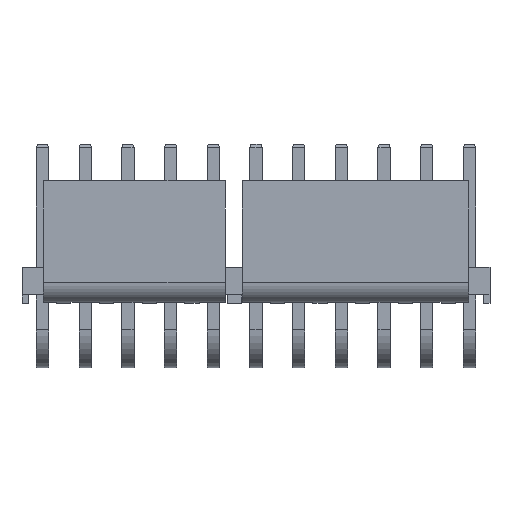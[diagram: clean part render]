
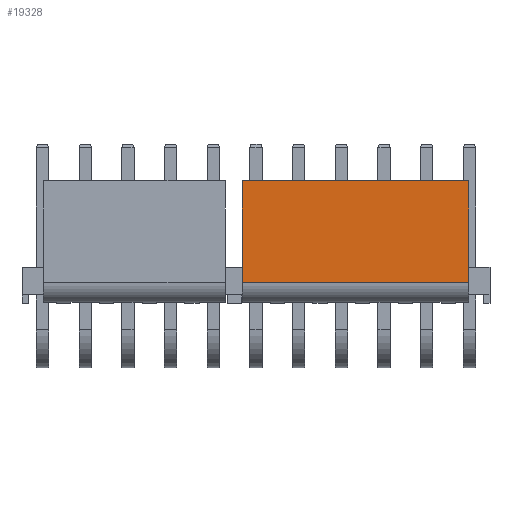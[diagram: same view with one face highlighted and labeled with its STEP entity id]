
A CAD part, top view. The second image highlights one B-rep face of the part: STEP entity #19328.
In plain terms, the highlighted planar face has unit normal (0, 0, 1).
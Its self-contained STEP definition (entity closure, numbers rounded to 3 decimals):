
#2731 = PLANE('',#2732);
#2732 = AXIS2_PLACEMENT_3D('',#2733,#2734,#2735);
#2733 = CARTESIAN_POINT('',(39.525,19.345,10.01));
#2734 = DIRECTION('',(-1.,0.,0.));
#2735 = DIRECTION('',(0.,-1.,0.));
#3345 = PLANE('',#3346);
#3346 = AXIS2_PLACEMENT_3D('',#3347,#3348,#3349);
#3347 = CARTESIAN_POINT('',(18.537,4.715,10.01));
#3348 = DIRECTION('',(1.,0.,0.));
#3349 = DIRECTION('',(0.,1.,0.));
#9742 = EDGE_CURVE('',#9743,#9745,#9747,.T.);
#9743 = VERTEX_POINT('',#9744);
#9744 = CARTESIAN_POINT('',(18.537,7.32,10.01));
#9745 = VERTEX_POINT('',#9746);
#9746 = CARTESIAN_POINT('',(18.537,16.74,10.01));
#9747 = SURFACE_CURVE('',#9748,(#9752,#9759),.PCURVE_S1.);
#9748 = LINE('',#9749,#9750);
#9749 = CARTESIAN_POINT('',(18.537,4.715,10.01));
#9750 = VECTOR('',#9751,1.);
#9751 = DIRECTION('',(0.,1.,0.));
#9752 = PCURVE('',#3345,#9753);
#9753 = DEFINITIONAL_REPRESENTATION('',(#9754),#9758);
#9754 = LINE('',#9755,#9756);
#9755 = CARTESIAN_POINT('',(0.,0.));
#9756 = VECTOR('',#9757,1.);
#9757 = DIRECTION('',(1.,0.));
#9758 = ( GEOMETRIC_REPRESENTATION_CONTEXT(2)
PARAMETRIC_REPRESENTATION_CONTEXT() REPRESENTATION_CONTEXT('2D SPACE',''
) );
#9759 = PCURVE('',#9760,#9765);
#9760 = PLANE('',#9761);
#9761 = AXIS2_PLACEMENT_3D('',#9762,#9763,#9764);
#9762 = CARTESIAN_POINT('',(41.505,16.74,10.01));
#9763 = DIRECTION('',(0.,0.,1.));
#9764 = DIRECTION('',(0.,-1.,0.));
#9765 = DEFINITIONAL_REPRESENTATION('',(#9766),#9770);
#9766 = LINE('',#9767,#9768);
#9767 = CARTESIAN_POINT('',(12.025,-22.968));
#9768 = VECTOR('',#9769,1.);
#9769 = DIRECTION('',(-1.,0.));
#9770 = ( GEOMETRIC_REPRESENTATION_CONTEXT(2)
PARAMETRIC_REPRESENTATION_CONTEXT() REPRESENTATION_CONTEXT('2D SPACE',''
) );
#9789 = CYLINDRICAL_SURFACE('',#9790,1.948);
#9790 = AXIS2_PLACEMENT_3D('',#9791,#9792,#9793);
#9791 = CARTESIAN_POINT('',(41.505,7.357,8.063));
#9792 = DIRECTION('',(1.,0.,0.));
#9793 = DIRECTION('',(0.,-0.019,
1.));
#10021 = PLANE('',#10022);
#10022 = AXIS2_PLACEMENT_3D('',#10023,#10024,#10025);
#10023 = CARTESIAN_POINT('',(41.505,16.74,9.24));
#10024 = DIRECTION('',(0.,1.,0.));
#10025 = DIRECTION('',(0.,0.,1.));
#11075 = EDGE_CURVE('',#11076,#11078,#11080,.T.);
#11076 = VERTEX_POINT('',#11077);
#11077 = CARTESIAN_POINT('',(39.525,16.74,10.01));
#11078 = VERTEX_POINT('',#11079);
#11079 = CARTESIAN_POINT('',(39.525,7.32,10.01));
#11080 = SURFACE_CURVE('',#11081,(#11085,#11092),.PCURVE_S1.);
#11081 = LINE('',#11082,#11083);
#11082 = CARTESIAN_POINT('',(39.525,19.345,10.01));
#11083 = VECTOR('',#11084,1.);
#11084 = DIRECTION('',(0.,-1.,0.));
#11085 = PCURVE('',#2731,#11086);
#11086 = DEFINITIONAL_REPRESENTATION('',(#11087),#11091);
#11087 = LINE('',#11088,#11089);
#11088 = CARTESIAN_POINT('',(0.,0.));
#11089 = VECTOR('',#11090,1.);
#11090 = DIRECTION('',(1.,0.));
#11091 = ( GEOMETRIC_REPRESENTATION_CONTEXT(2)
PARAMETRIC_REPRESENTATION_CONTEXT() REPRESENTATION_CONTEXT('2D SPACE',''
) );
#11092 = PCURVE('',#9760,#11093);
#11093 = DEFINITIONAL_REPRESENTATION('',(#11094),#11098);
#11094 = LINE('',#11095,#11096);
#11095 = CARTESIAN_POINT('',(-2.605,-1.98));
#11096 = VECTOR('',#11097,1.);
#11097 = DIRECTION('',(1.,0.));
#11098 = ( GEOMETRIC_REPRESENTATION_CONTEXT(2)
PARAMETRIC_REPRESENTATION_CONTEXT() REPRESENTATION_CONTEXT('2D SPACE',''
) );
#19328 = ADVANCED_FACE('',(#19329),#9760,.T.);
#19329 = FACE_BOUND('',#19330,.T.);
#19330 = EDGE_LOOP('',(#19331,#19332,#19353,#19354));
#19331 = ORIENTED_EDGE('',*,*,#11075,.F.);
#19332 = ORIENTED_EDGE('',*,*,#19333,.T.);
#19333 = EDGE_CURVE('',#11076,#9745,#19334,.T.);
#19334 = SURFACE_CURVE('',#19335,(#19339,#19346),.PCURVE_S1.);
#19335 = LINE('',#19336,#19337);
#19336 = CARTESIAN_POINT('',(41.505,16.74,10.01));
#19337 = VECTOR('',#19338,1.);
#19338 = DIRECTION('',(-1.,0.,0.));
#19339 = PCURVE('',#9760,#19340);
#19340 = DEFINITIONAL_REPRESENTATION('',(#19341),#19345);
#19341 = LINE('',#19342,#19343);
#19342 = CARTESIAN_POINT('',(0.,0.));
#19343 = VECTOR('',#19344,1.);
#19344 = DIRECTION('',(0.,-1.));
#19345 = ( GEOMETRIC_REPRESENTATION_CONTEXT(2)
PARAMETRIC_REPRESENTATION_CONTEXT() REPRESENTATION_CONTEXT('2D SPACE',''
) );
#19346 = PCURVE('',#10021,#19347);
#19347 = DEFINITIONAL_REPRESENTATION('',(#19348),#19352);
#19348 = LINE('',#19349,#19350);
#19349 = CARTESIAN_POINT('',(0.77,0.));
#19350 = VECTOR('',#19351,1.);
#19351 = DIRECTION('',(0.,-1.));
#19352 = ( GEOMETRIC_REPRESENTATION_CONTEXT(2)
PARAMETRIC_REPRESENTATION_CONTEXT() REPRESENTATION_CONTEXT('2D SPACE',''
) );
#19353 = ORIENTED_EDGE('',*,*,#9742,.F.);
#19354 = ORIENTED_EDGE('',*,*,#19355,.F.);
#19355 = EDGE_CURVE('',#11078,#9743,#19356,.T.);
#19356 = SURFACE_CURVE('',#19357,(#19361,#19368),.PCURVE_S1.);
#19357 = LINE('',#19358,#19359);
#19358 = CARTESIAN_POINT('',(41.505,7.32,10.01));
#19359 = VECTOR('',#19360,1.);
#19360 = DIRECTION('',(-1.,0.,0.));
#19361 = PCURVE('',#9760,#19362);
#19362 = DEFINITIONAL_REPRESENTATION('',(#19363),#19367);
#19363 = LINE('',#19364,#19365);
#19364 = CARTESIAN_POINT('',(9.42,0.));
#19365 = VECTOR('',#19366,1.);
#19366 = DIRECTION('',(0.,-1.));
#19367 = ( GEOMETRIC_REPRESENTATION_CONTEXT(2)
PARAMETRIC_REPRESENTATION_CONTEXT() REPRESENTATION_CONTEXT('2D SPACE',''
) );
#19368 = PCURVE('',#9789,#19369);
#19369 = DEFINITIONAL_REPRESENTATION('',(#19370),#19374);
#19370 = LINE('',#19371,#19372);
#19371 = CARTESIAN_POINT('',(0.,0.));
#19372 = VECTOR('',#19373,1.);
#19373 = DIRECTION('',(0.,-1.));
#19374 = ( GEOMETRIC_REPRESENTATION_CONTEXT(2)
PARAMETRIC_REPRESENTATION_CONTEXT() REPRESENTATION_CONTEXT('2D SPACE',''
) );
